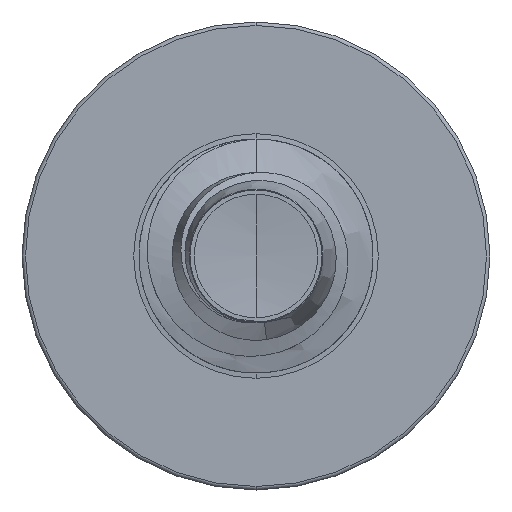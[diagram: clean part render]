
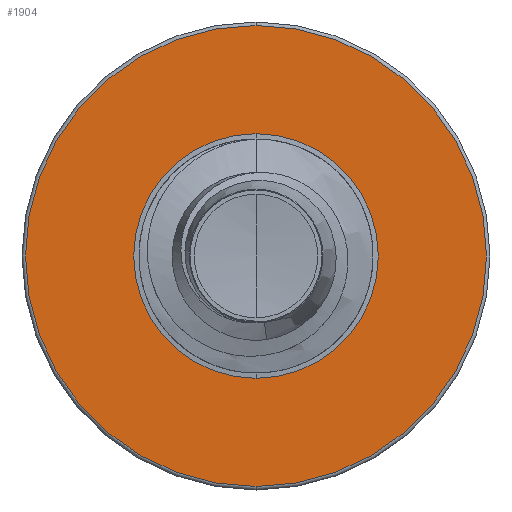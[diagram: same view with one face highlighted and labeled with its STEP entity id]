
A CAD part, front view. The second image highlights one B-rep face of the part: STEP entity #1904.
In plain terms, the highlighted planar face has unit normal (0, -1, 0).
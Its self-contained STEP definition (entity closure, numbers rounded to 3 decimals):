
#843 = DIRECTION ( 'NONE',  ( 0., 1., 0. ) ) ;
#1075 = CARTESIAN_POINT ( 'NONE',  ( 0., 8., -2.167 ) ) ;
#1143 = AXIS2_PLACEMENT_3D ( 'NONE', #18223, #10071, #1339 ) ;
#1339 = DIRECTION ( 'NONE',  ( 0., 0., 1. ) ) ;
#1725 = VERTEX_POINT ( 'NONE', #8223 ) ;
#1904 = ADVANCED_FACE ( 'NONE', ( #18119, #8440 ), #5518, .F. ) ;
#2231 = CIRCLE ( 'NONE', #14895, 2.167 ) ;
#2258 = CIRCLE ( 'NONE', #9700, 1.15 ) ;
#2608 = CARTESIAN_POINT ( 'NONE',  ( 0., 8., 0. ) ) ;
#4067 = DIRECTION ( 'NONE',  ( 0., 0., 1. ) ) ;
#4254 = AXIS2_PLACEMENT_3D ( 'NONE', #5954, #15768, #7435 ) ;
#4639 = EDGE_CURVE ( 'NONE', #12251, #5233, #2258, .T. ) ;
#5233 = VERTEX_POINT ( 'NONE', #9782 ) ;
#5373 = ORIENTED_EDGE ( 'NONE', *, *, #14009, .T. ) ;
#5518 = PLANE ( 'NONE',  #7311 ) ;
#5674 = EDGE_CURVE ( 'NONE', #1725, #8348, #17260, .T. ) ;
#5954 = CARTESIAN_POINT ( 'NONE',  ( 0., 8., 0. ) ) ;
#7005 = DIRECTION ( 'NONE',  ( 0., 0., 1. ) ) ;
#7311 = AXIS2_PLACEMENT_3D ( 'NONE', #18030, #15364, #7005 ) ;
#7435 = DIRECTION ( 'NONE',  ( 0., 0., 1. ) ) ;
#8223 = CARTESIAN_POINT ( 'NONE',  ( 0., 8., 2.167 ) ) ;
#8273 = EDGE_LOOP ( 'NONE', ( #17085, #17129 ) ) ;
#8348 = VERTEX_POINT ( 'NONE', #1075 ) ;
#8440 = FACE_BOUND ( 'NONE', #11590, .T. ) ;
#8595 = CIRCLE ( 'NONE', #4254, 1.15 ) ;
#9407 = ORIENTED_EDGE ( 'NONE', *, *, #4639, .T. ) ;
#9580 = CARTESIAN_POINT ( 'NONE',  ( 0., 8., 0. ) ) ;
#9700 = AXIS2_PLACEMENT_3D ( 'NONE', #2608, #12650, #4067 ) ;
#9782 = CARTESIAN_POINT ( 'NONE',  ( 0., 8., 1.15 ) ) ;
#10071 = DIRECTION ( 'NONE',  ( 0., 1., 0. ) ) ;
#11007 = DIRECTION ( 'NONE',  ( 0., 0., 1. ) ) ;
#11173 = EDGE_CURVE ( 'NONE', #8348, #1725, #2231, .T. ) ;
#11590 = EDGE_LOOP ( 'NONE', ( #5373, #9407 ) ) ;
#11879 = CARTESIAN_POINT ( 'NONE',  ( 0., 8., -1.15 ) ) ;
#12251 = VERTEX_POINT ( 'NONE', #11879 ) ;
#12650 = DIRECTION ( 'NONE',  ( 0., 1., 0. ) ) ;
#14009 = EDGE_CURVE ( 'NONE', #5233, #12251, #8595, .T. ) ;
#14895 = AXIS2_PLACEMENT_3D ( 'NONE', #9580, #843, #11007 ) ;
#15364 = DIRECTION ( 'NONE',  ( 0., 1., 0. ) ) ;
#15768 = DIRECTION ( 'NONE',  ( 0., 1., 0. ) ) ;
#17085 = ORIENTED_EDGE ( 'NONE', *, *, #5674, .F. ) ;
#17129 = ORIENTED_EDGE ( 'NONE', *, *, #11173, .F. ) ;
#17260 = CIRCLE ( 'NONE', #1143, 2.167 ) ;
#18030 = CARTESIAN_POINT ( 'NONE',  ( 0., 8., -1.15 ) ) ;
#18119 = FACE_OUTER_BOUND ( 'NONE', #8273, .T. ) ;
#18223 = CARTESIAN_POINT ( 'NONE',  ( 0., 8., 0. ) ) ;
